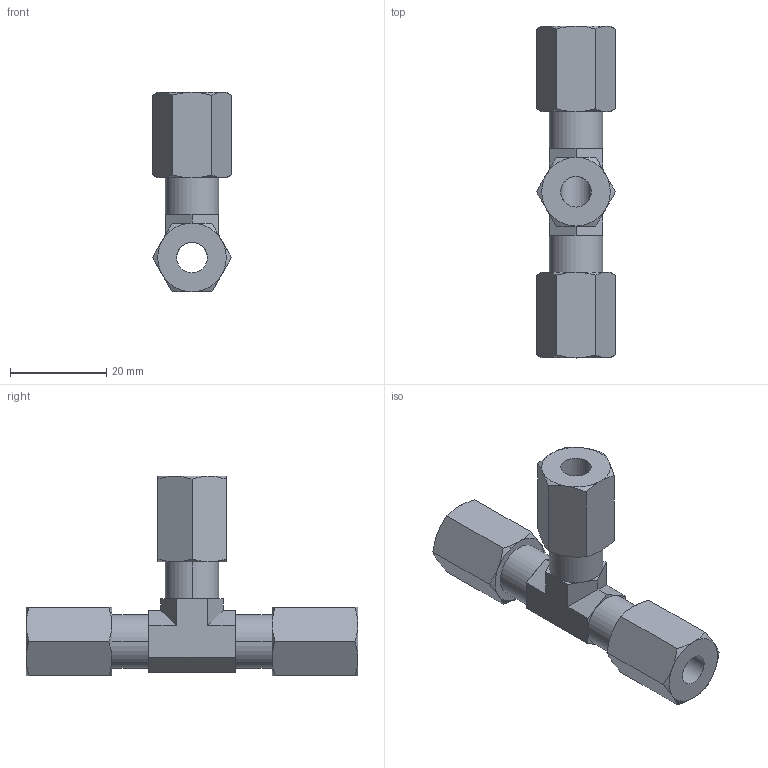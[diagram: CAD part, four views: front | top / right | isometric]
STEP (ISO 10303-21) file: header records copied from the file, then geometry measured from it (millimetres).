
FILE_DESCRIPTION((''),'2;1');
FILE_NAME('ILC30200044','2005-08-24T',('KR'),(''),'PRO/ENGINEER BY PARAMETRIC TECHNOLOGY CORPORATION, 2004290','PRO/ENGINEER BY PARAMETRIC TECHNOLOGY CORPORATION, 2004290','');
FILE_SCHEMA(('AUTOMOTIVE_DESIGN_CC2 { 1 2 10303 214 -1 1 5 2 }'));
Length unit declared in the file: inch
Products named in the file (1): ILC30200044
Bounding box: 16.42 x 68.83 x 41.4 mm (x, y, z)
Volume: 10733.4 mm3; surface area: 6803.4 mm2
Topology: 1 solids, 1 shells, 86 faces, 195 edges, 116 vertices
Faces by surface type: plane 39, cone 36, cylinder 11
Entity records: 3361 total; most frequent: CARTESIAN_POINT 825, ORIENTED_EDGE 390, DIRECTION 347, PRESENTATION_STYLE_ASSIGNMENT 196, STYLED_ITEM 196, CURVE_STYLE 195, EDGE_CURVE 195, AXIS2_PLACEMENT_3D 140
